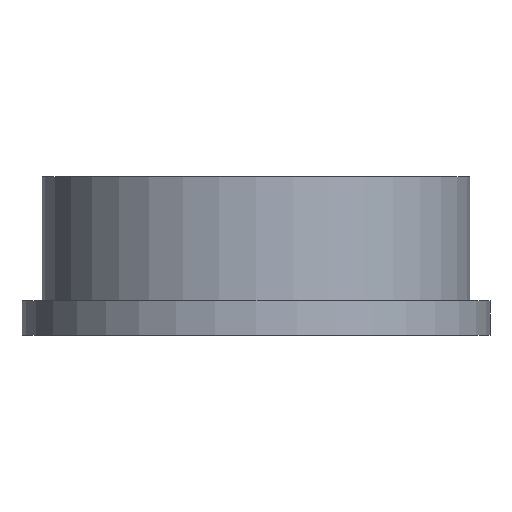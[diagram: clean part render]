
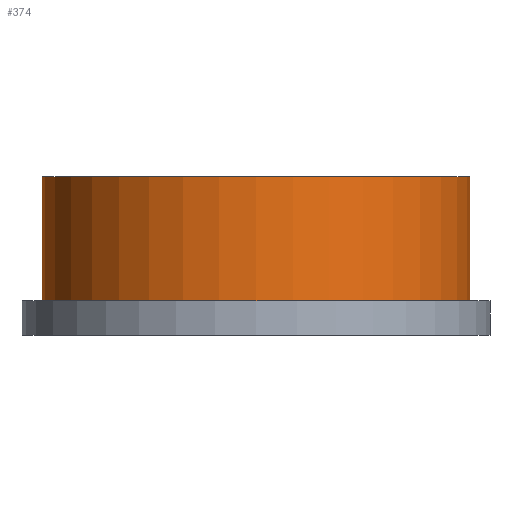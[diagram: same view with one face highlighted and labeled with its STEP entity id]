
A CAD part, front view. The second image highlights one B-rep face of the part: STEP entity #374.
In plain terms, the highlighted cylindrical face has radius 6.35 mm (diameter 12.7 mm), a partial arc.
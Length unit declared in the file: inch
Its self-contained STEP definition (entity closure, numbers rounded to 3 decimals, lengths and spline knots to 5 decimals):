
#15 = CARTESIAN_POINT ( 'NONE',  ( 0., 0., 0.04 ) ) ;
#17 = EDGE_CURVE ( 'NONE', #314, #160, #152, .T. ) ;
#23 = CARTESIAN_POINT ( 'NONE',  ( -0.25, 0., 0.185 ) ) ;
#32 = DIRECTION ( 'NONE',  ( 0., 0., 1. ) ) ;
#41 = DIRECTION ( 'NONE',  ( 0., 0., -1. ) ) ;
#43 = DIRECTION ( 'NONE',  ( 0., 0., 1. ) ) ;
#51 = DIRECTION ( 'NONE',  ( 1., 0., 0. ) ) ;
#52 = VECTOR ( 'NONE', #338, 39.37008 ) ;
#53 = ORIENTED_EDGE ( 'NONE', *, *, #191, .F. ) ;
#55 = VECTOR ( 'NONE', #41, 39.37008 ) ;
#65 = EDGE_CURVE ( 'NONE', #166, #458, #146, .T. ) ;
#86 = CARTESIAN_POINT ( 'NONE',  ( 0.25, 0., 0.185 ) ) ;
#94 = EDGE_LOOP ( 'NONE', ( #302, #53, #414, #222 ) ) ;
#126 = CARTESIAN_POINT ( 'NONE',  ( 0.25, 0., 0.04 ) ) ;
#146 = LINE ( 'NONE', #296, #52 ) ;
#150 = CIRCLE ( 'NONE', #444, 0.25 ) ;
#152 = LINE ( 'NONE', #23, #55 ) ;
#160 = VERTEX_POINT ( 'NONE', #309 ) ;
#166 = VERTEX_POINT ( 'NONE', #86 ) ;
#191 = EDGE_CURVE ( 'NONE', #314, #166, #208, .T. ) ;
#196 = CARTESIAN_POINT ( 'NONE',  ( -0.25, 0., 0.185 ) ) ;
#208 = CIRCLE ( 'NONE', #483, 0.25 ) ;
#222 = ORIENTED_EDGE ( 'NONE', *, *, #273, .T. ) ;
#243 = FACE_OUTER_BOUND ( 'NONE', #94, .T. ) ;
#259 = CARTESIAN_POINT ( 'NONE',  ( 0., 0., 0.185 ) ) ;
#268 = CYLINDRICAL_SURFACE ( 'NONE', #389, 0.25 ) ;
#273 = EDGE_CURVE ( 'NONE', #160, #458, #150, .T. ) ;
#296 = CARTESIAN_POINT ( 'NONE',  ( 0.25, 0., 0.185 ) ) ;
#298 = DIRECTION ( 'NONE',  ( 1., 0., 0. ) ) ;
#302 = ORIENTED_EDGE ( 'NONE', *, *, #65, .F. ) ;
#307 = CARTESIAN_POINT ( 'NONE',  ( 0., 0., 0.185 ) ) ;
#309 = CARTESIAN_POINT ( 'NONE',  ( -0.25, 0., 0.04 ) ) ;
#314 = VERTEX_POINT ( 'NONE', #196 ) ;
#329 = DIRECTION ( 'NONE',  ( 0., 0., -1. ) ) ;
#338 = DIRECTION ( 'NONE',  ( 0., 0., -1. ) ) ;
#349 = DIRECTION ( 'NONE',  ( -1., 0., 0. ) ) ;
#374 = ADVANCED_FACE ( 'NONE', ( #243 ), #268, .T. ) ;
#389 = AXIS2_PLACEMENT_3D ( 'NONE', #307, #329, #349 ) ;
#414 = ORIENTED_EDGE ( 'NONE', *, *, #17, .T. ) ;
#444 = AXIS2_PLACEMENT_3D ( 'NONE', #15, #32, #51 ) ;
#458 = VERTEX_POINT ( 'NONE', #126 ) ;
#483 = AXIS2_PLACEMENT_3D ( 'NONE', #259, #43, #298 ) ;
